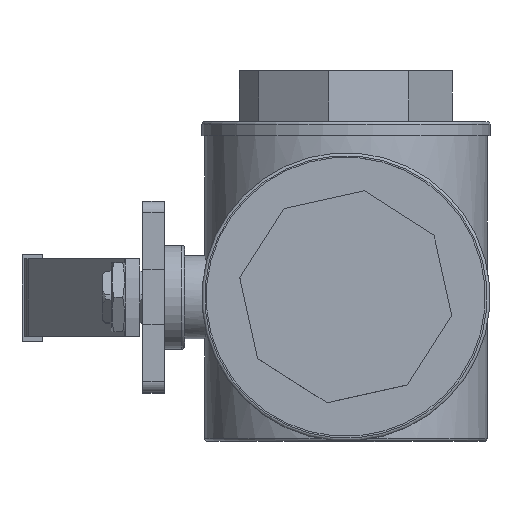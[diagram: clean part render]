
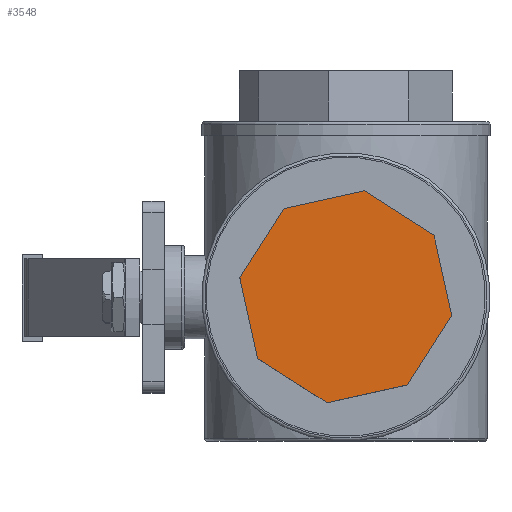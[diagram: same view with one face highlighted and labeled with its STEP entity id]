
A CAD part, top view. The second image highlights one B-rep face of the part: STEP entity #3548.
In plain terms, the highlighted planar face has unit normal (0, 0, 1).
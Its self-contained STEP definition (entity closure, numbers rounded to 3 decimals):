
#280=FACE_OUTER_BOUND('',#486,.T.);
#486=EDGE_LOOP('',(#2264,#2265,#2266,#2267,#2268,#2269,#2270,#2271));
#719=LINE('',#5150,#1072);
#720=LINE('',#5152,#1073);
#721=LINE('',#5154,#1074);
#722=LINE('',#5156,#1075);
#723=LINE('',#5158,#1076);
#724=LINE('',#5160,#1077);
#725=LINE('',#5162,#1078);
#726=LINE('',#5163,#1079);
#1072=VECTOR('',#4117,10.);
#1073=VECTOR('',#4118,10.);
#1074=VECTOR('',#4119,10.);
#1075=VECTOR('',#4120,10.);
#1076=VECTOR('',#4121,10.);
#1077=VECTOR('',#4122,10.);
#1078=VECTOR('',#4123,10.);
#1079=VECTOR('',#4124,10.);
#1425=VERTEX_POINT('',#5148);
#1426=VERTEX_POINT('',#5149);
#1427=VERTEX_POINT('',#5151);
#1428=VERTEX_POINT('',#5153);
#1429=VERTEX_POINT('',#5155);
#1430=VERTEX_POINT('',#5157);
#1431=VERTEX_POINT('',#5159);
#1432=VERTEX_POINT('',#5161);
#1748=EDGE_CURVE('',#1425,#1426,#719,.T.);
#1749=EDGE_CURVE('',#1426,#1427,#720,.T.);
#1750=EDGE_CURVE('',#1427,#1428,#721,.T.);
#1751=EDGE_CURVE('',#1428,#1429,#722,.T.);
#1752=EDGE_CURVE('',#1429,#1430,#723,.T.);
#1753=EDGE_CURVE('',#1430,#1431,#724,.T.);
#1754=EDGE_CURVE('',#1431,#1432,#725,.T.);
#1755=EDGE_CURVE('',#1432,#1425,#726,.T.);
#2264=ORIENTED_EDGE('',*,*,#1748,.T.);
#2265=ORIENTED_EDGE('',*,*,#1749,.T.);
#2266=ORIENTED_EDGE('',*,*,#1750,.T.);
#2267=ORIENTED_EDGE('',*,*,#1751,.T.);
#2268=ORIENTED_EDGE('',*,*,#1752,.T.);
#2269=ORIENTED_EDGE('',*,*,#1753,.T.);
#2270=ORIENTED_EDGE('',*,*,#1754,.T.);
#2271=ORIENTED_EDGE('',*,*,#1755,.T.);
#3296=PLANE('',#3774);
#3548=ADVANCED_FACE('',(#280),#3296,.F.);
#3774=AXIS2_PLACEMENT_3D('',#5147,#4115,#4116);
#4115=DIRECTION('center_axis',(0.,0.,
-1.));
#4116=DIRECTION('ref_axis',(-1.,0.,0.));
#4117=DIRECTION('',(0.843,-0.537,0.));
#4118=DIRECTION('',(0.976,0.216,0.));
#4119=DIRECTION('',(0.537,0.843,0.));
#4120=DIRECTION('',(-0.216,0.976,0.));
#4121=DIRECTION('',(-0.843,0.537,0.));
#4122=DIRECTION('',(-0.976,-0.216,0.));
#4123=DIRECTION('',(-0.537,-0.843,0.));
#4124=DIRECTION('',(0.216,-0.976,0.));
#5147=CARTESIAN_POINT('Origin',(0.,0.,
79.1));
#5148=CARTESIAN_POINT('',(-30.649,-21.377,79.1));
#5149=CARTESIAN_POINT('',(-6.548,-36.739,79.1));
#5150=CARTESIAN_POINT('',(-12.034,-33.242,79.1));
#5151=CARTESIAN_POINT('',(21.357,-30.559,79.1));
#5152=CARTESIAN_POINT('',(6.476,-33.855,79.1));
#5153=CARTESIAN_POINT('',(36.719,-6.458,79.1));
#5154=CARTESIAN_POINT('',(21.881,-29.737,79.1));
#5155=CARTESIAN_POINT('',(30.539,21.447,79.1));
#5156=CARTESIAN_POINT('',(38.4,-14.049,79.1));
#5157=CARTESIAN_POINT('',(6.438,36.809,79.1));
#5158=CARTESIAN_POINT('',(37.104,17.262,79.1));
#5159=CARTESIAN_POINT('',(-21.467,30.629,79.1));
#5160=CARTESIAN_POINT('',(5.509,36.603,79.1));
#5161=CARTESIAN_POINT('',(-36.829,6.528,79.1));
#5162=CARTESIAN_POINT('',(-28.624,19.4,79.1));
#5163=CARTESIAN_POINT('',(-32.058,-15.016,79.1));
